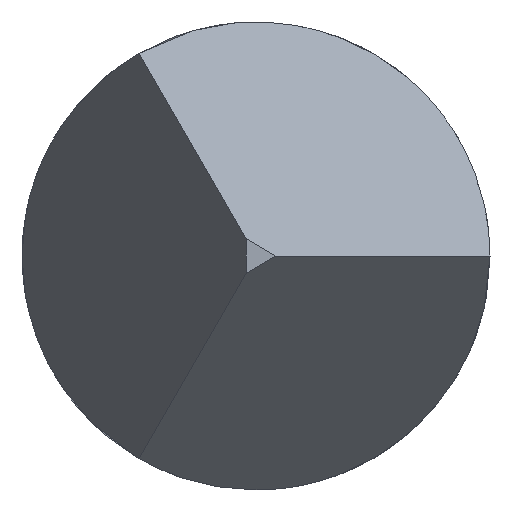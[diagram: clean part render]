
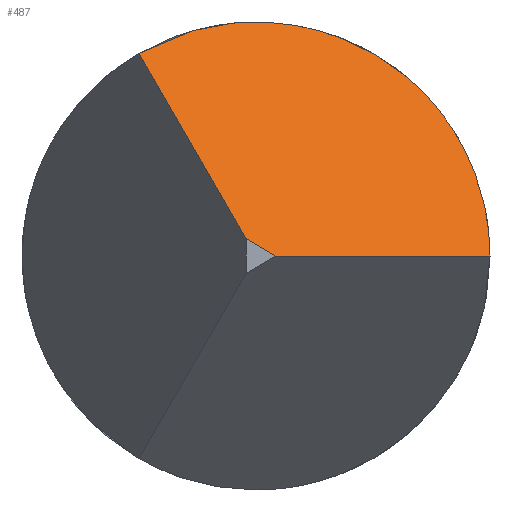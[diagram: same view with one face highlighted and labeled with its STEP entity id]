
A CAD part, left-side view. The second image highlights one B-rep face of the part: STEP entity #487.
In plain terms, the highlighted planar face has unit normal (-0.5, -0.433, 0.75).
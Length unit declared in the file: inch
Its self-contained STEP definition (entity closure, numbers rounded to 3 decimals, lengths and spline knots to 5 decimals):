
#25 = CARTESIAN_POINT ( 'NONE',  ( -0.43138, 0.01175, 0.02035 ) ) ;
#31 = EDGE_LOOP ( 'NONE', ( #171, #191, #603, #520 ) ) ;
#41 = CARTESIAN_POINT ( 'NONE',  ( -0.43138, -0.0235, 0. ) ) ;
#88 = CARTESIAN_POINT ( 'NONE',  ( -0.43138, -0.0235, 0. ) ) ;
#130 = EDGE_CURVE ( 'NONE', #368, #389, #434, .T. ) ;
#133 = CARTESIAN_POINT ( 'NONE',  ( -0.06148, -0.45063, 0. ) ) ;
#143 = CARTESIAN_POINT ( 'NONE',  ( -0.45, -0.7871, -0.45328 ) ) ;
#171 = ORIENTED_EDGE ( 'NONE', *, *, #625, .F. ) ;
#183 = VERTEX_POINT ( 'NONE', #88 ) ;
#190 = PLANE ( 'NONE',  #369 ) ;
#191 = ORIENTED_EDGE ( 'NONE', *, *, #278, .T. ) ;
#212 = VERTEX_POINT ( 'NONE', #436 ) ;
#241 = DIRECTION ( 'NONE',  ( 0.655, -0.756, 0. ) ) ;
#253 = CARTESIAN_POINT ( 'NONE',  ( -0.40085, -0.0235, 0.02035 ) ) ;
#275 = CARTESIAN_POINT ( 'NONE',  ( -0.07406, 0.21805, 0.37768 ) ) ;
#278 = EDGE_CURVE ( 'NONE', #212, #183, #390, .T. ) ;
#282 = VECTOR ( 'NONE', #241, 39.37008 ) ;
#300 = CARTESIAN_POINT ( 'NONE',  ( -0.45, 0.001, 0.00173 ) ) ;
#368 = VERTEX_POINT ( 'NONE', #300 ) ;
#369 = AXIS2_PLACEMENT_3D ( 'NONE', #143, #515, #521 ) ;
#389 = VERTEX_POINT ( 'NONE', #25 ) ;
#390 = LINE ( 'NONE', #133, #282 ) ;
#404 = CARTESIAN_POINT ( 'NONE',  ( -0.43138, 0.01175, 0.02035 ) ) ;
#406 = FACE_OUTER_BOUND ( 'NONE', #31, .T. ) ;
#434 = LINE ( 'NONE', #275, #597 ) ;
#436 = CARTESIAN_POINT ( 'NONE',  ( -0.45, -0.002, 0. ) ) ;
#445 =( BOUNDED_CURVE ( )  B_SPLINE_CURVE ( 3, ( #404, #464, #253, #41 ),
 .UNSPECIFIED., .F., .F. ) 
 B_SPLINE_CURVE_WITH_KNOTS ( ( 4, 4 ),
 ( 5.23599, 7.33038 ),
 .UNSPECIFIED. ) 
 CURVE ( )  GEOMETRIC_REPRESENTATION_ITEM ( )  RATIONAL_B_SPLINE_CURVE ( ( 1., 0.667, 0.667, 1. ) ) 
 REPRESENTATION_ITEM ( '' )  );
#459 = EDGE_CURVE ( 'NONE', #389, #183, #445, .T. ) ;
#464 = CARTESIAN_POINT ( 'NONE',  ( -0.40085, -0.00588, 0.03053 ) ) ;
#474 = CARTESIAN_POINT ( 'NONE',  ( -0.45, -0.7871, -0.45328 ) ) ;
#487 = ADVANCED_FACE ( 'NONE', ( #406 ), #190, .T. ) ;
#505 = VECTOR ( 'NONE', #641, 39.37008 ) ;
#515 = DIRECTION ( 'NONE',  ( -0.5, -0.433, 0.75 ) ) ;
#520 = ORIENTED_EDGE ( 'NONE', *, *, #130, .F. ) ;
#521 = DIRECTION ( 'NONE',  ( 0.832, 0., 0.555 ) ) ;
#522 = DIRECTION ( 'NONE',  ( 0.655, 0.378, 0.655 ) ) ;
#554 = LINE ( 'NONE', #474, #505 ) ;
#597 = VECTOR ( 'NONE', #522, 39.37008 ) ;
#603 = ORIENTED_EDGE ( 'NONE', *, *, #459, .F. ) ;
#625 = EDGE_CURVE ( 'NONE', #212, #368, #554, .T. ) ;
#641 = DIRECTION ( 'NONE',  ( 0., 0.866, 0.5 ) ) ;
